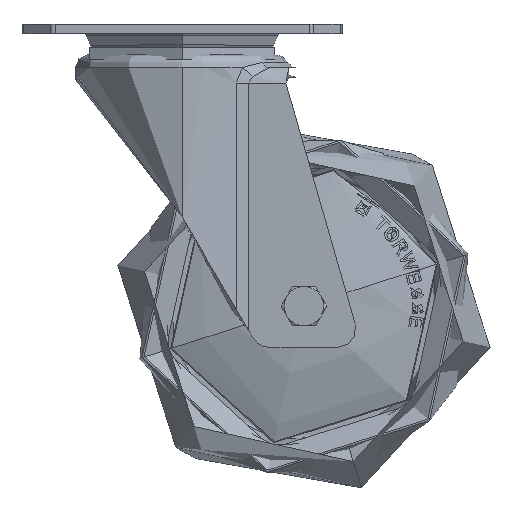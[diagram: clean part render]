
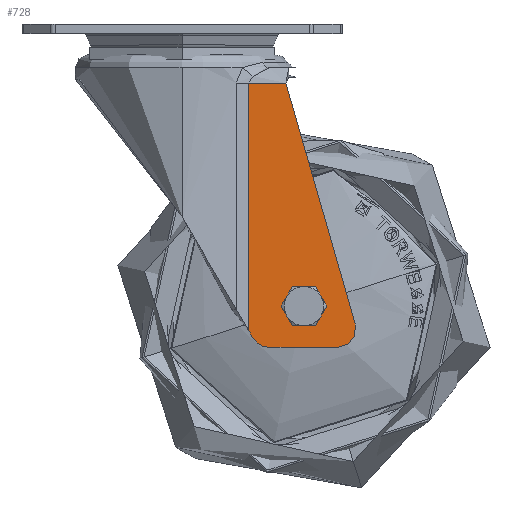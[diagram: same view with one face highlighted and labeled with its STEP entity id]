
A CAD part, top view. The second image highlights one B-rep face of the part: STEP entity #728.
In plain terms, the highlighted planar face has unit normal (0, 0, 1).
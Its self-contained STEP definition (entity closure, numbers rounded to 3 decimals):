
#21 = CARTESIAN_POINT ( 'NONE',  ( 28.5, -100.002, 29. ) ) ;
#215 = CARTESIAN_POINT ( 'NONE',  ( 22.85, -102.225, 29. ) ) ;
#529 = EDGE_LOOP ( 'NONE', ( #13701, #7546, #21574, #7498, #22767, #31261, #38443, #9155 ) ) ;
#569 = CARTESIAN_POINT ( 'NONE',  ( 51.032, -100.002, 29. ) ) ;
#728 = ADVANCED_FACE ( 'NONE', ( #29845, #22951 ), #36699, .T. ) ;
#1191 = CARTESIAN_POINT ( 'NONE',  ( 40., -92.5, 29. ) ) ;
#1448 = VECTOR ( 'NONE', #41438, 1000. ) ;
#1629 = DIRECTION ( 'NONE',  ( -1., 0., 0. ) ) ;
#2233 = AXIS2_PLACEMENT_3D ( 'NONE', #3038, #19872, #33622 ) ;
#2743 = CARTESIAN_POINT ( 'NONE',  ( 21.909, -19.3, 29. ) ) ;
#2898 = EDGE_CURVE ( 'NONE', #12245, #19483, #39402, .T. ) ;
#3038 = CARTESIAN_POINT ( 'NONE',  ( 0., -99.409, 29. ) ) ;
#3243 = CARTESIAN_POINT ( 'NONE',  ( 34.101, -19.3, 29. ) ) ;
#4931 = CIRCLE ( 'NONE', #25350, 6. ) ;
#5210 = CARTESIAN_POINT ( 'NONE',  ( 21.909, -46.405, 29. ) ) ;
#5467 = VERTEX_POINT ( 'NONE', #37992 ) ;
#6280 = EDGE_CURVE ( 'NONE', #26828, #5467, #8056, .T. ) ;
#7111 = DIRECTION ( 'NONE',  ( 0., 0., -1. ) ) ;
#7498 = ORIENTED_EDGE ( 'NONE', *, *, #41006, .F. ) ;
#7546 = ORIENTED_EDGE ( 'NONE', *, *, #38468, .F. ) ;
#8056 = LINE ( 'NONE', #28232, #21632 ) ;
#8351 = ORIENTED_EDGE ( 'NONE', *, *, #2898, .F. ) ;
#9155 = ORIENTED_EDGE ( 'NONE', *, *, #37333, .F. ) ;
#10758 = DIRECTION ( 'NONE',  ( 0.029, -1., 0. ) ) ;
#10768 = CARTESIAN_POINT ( 'NONE',  ( 30.037, -19.3, 29. ) ) ;
#10854 = CARTESIAN_POINT ( 'NONE',  ( 21.909, -100.616, 29. ) ) ;
#10927 = CARTESIAN_POINT ( 'NONE',  ( 34.101, -19.3, 29. ) ) ;
#10994 = DIRECTION ( 'NONE',  ( 0., 0., -1. ) ) ;
#12245 = VERTEX_POINT ( 'NONE', #38896 ) ;
#12582 = AXIS2_PLACEMENT_3D ( 'NONE', #1191, #14519, #1629 ) ;
#12672 = VERTEX_POINT ( 'NONE', #40947 ) ;
#13701 = ORIENTED_EDGE ( 'NONE', *, *, #37820, .F. ) ;
#13847 = VERTEX_POINT ( 'NONE', #24982 ) ;
#13991 = CARTESIAN_POINT ( 'NONE',  ( 22.379, -101.421, 29. ) ) ;
#14519 = DIRECTION ( 'NONE',  ( 0., 0., 1. ) ) ;
#14558 = ORIENTED_EDGE ( 'NONE', *, *, #26944, .F. ) ;
#14613 = EDGE_LOOP ( 'NONE', ( #8351, #14558 ) ) ;
#16334 = EDGE_CURVE ( 'NONE', #40273, #12672, #4931, .T. ) ;
#16483 = VERTEX_POINT ( 'NONE', #2743 ) ;
#17219 = EDGE_CURVE ( 'NONE', #32768, #40273, #24613, .T. ) ;
#19385 = CARTESIAN_POINT ( 'NONE',  ( 44.1, -92.5, 29. ) ) ;
#19483 = VERTEX_POINT ( 'NONE', #19385 ) ;
#19489 = AXIS2_PLACEMENT_3D ( 'NONE', #569, #31145, #10758 ) ;
#19671 = CARTESIAN_POINT ( 'NONE',  ( 40., -92.5, 29. ) ) ;
#19872 = DIRECTION ( 'NONE',  ( 0., 0., 1. ) ) ;
#20191 = CIRCLE ( 'NONE', #19489, 6. ) ;
#20813 = B_SPLINE_CURVE_WITH_KNOTS ( 'NONE', 3,
 ( #22463, #22897, #5210, #39535 ),
 .UNSPECIFIED., .F., .F.,
 ( 4, 4 ),
 ( 0., 1. ),
 .UNSPECIFIED. ) ;
#21030 = CARTESIAN_POINT ( 'NONE',  ( 28.5, -106.002, 29. ) ) ;
#21556 = DIRECTION ( 'NONE',  ( 1., 0., 0. ) ) ;
#21574 = ORIENTED_EDGE ( 'NONE', *, *, #6280, .T. ) ;
#21632 = VECTOR ( 'NONE', #21556, 1000. ) ;
#22463 = CARTESIAN_POINT ( 'NONE',  ( 21.909, -100.616, 29. ) ) ;
#22767 = ORIENTED_EDGE ( 'NONE', *, *, #16334, .F. ) ;
#22897 = CARTESIAN_POINT ( 'NONE',  ( 21.909, -73.511, 29. ) ) ;
#22951 = FACE_OUTER_BOUND ( 'NONE', #529, .T. ) ;
#24156 = AXIS2_PLACEMENT_3D ( 'NONE', #21, #7111, #37032 ) ;
#24613 = LINE ( 'NONE', #10927, #1448 ) ;
#24982 = CARTESIAN_POINT ( 'NONE',  ( 21.909, -100.616, 29. ) ) ;
#25350 = AXIS2_PLACEMENT_3D ( 'NONE', #38661, #10994, #35322 ) ;
#26828 = VERTEX_POINT ( 'NONE', #21030 ) ;
#26866 = B_SPLINE_CURVE_WITH_KNOTS ( 'NONE', 3,
 ( #37563, #10768, #34478, #38215 ),
 .UNSPECIFIED., .F., .F.,
 ( 4, 4 ),
 ( 0., 1. ),
 .UNSPECIFIED. ) ;
#26944 = EDGE_CURVE ( 'NONE', #19483, #12245, #30173, .T. ) ;
#27249 = CARTESIAN_POINT ( 'NONE',  ( 23.32, -103.03, 29. ) ) ;
#28232 = CARTESIAN_POINT ( 'NONE',  ( 28.5, -106.002, 29. ) ) ;
#29165 = CIRCLE ( 'NONE', #24156, 6. ) ;
#29845 = FACE_BOUND ( 'NONE', #14613, .T. ) ;
#30173 = CIRCLE ( 'NONE', #35810, 4.1 ) ;
#30305 = B_SPLINE_CURVE_WITH_KNOTS ( 'NONE', 3,
 ( #27249, #215, #13991, #10854 ),
 .UNSPECIFIED., .F., .F.,
 ( 4, 4 ),
 ( 0., 1. ),
 .UNSPECIFIED. ) ;
#30426 = CARTESIAN_POINT ( 'NONE',  ( 23.32, -103.03, 29. ) ) ;
#31145 = DIRECTION ( 'NONE',  ( 0., 0., -1. ) ) ;
#31261 = ORIENTED_EDGE ( 'NONE', *, *, #17219, .F. ) ;
#32768 = VERTEX_POINT ( 'NONE', #3243 ) ;
#32974 = EDGE_CURVE ( 'NONE', #32768, #16483, #26866, .T. ) ;
#33622 = DIRECTION ( 'NONE',  ( 1., 0., 0. ) ) ;
#34478 = CARTESIAN_POINT ( 'NONE',  ( 25.973, -19.3, 29. ) ) ;
#35322 = DIRECTION ( 'NONE',  ( 0.029, -1., 0. ) ) ;
#35810 = AXIS2_PLACEMENT_3D ( 'NONE', #19671, #43345, #36720 ) ;
#36699 = PLANE ( 'NONE',  #2233 ) ;
#36720 = DIRECTION ( 'NONE',  ( 1., 0., 0. ) ) ;
#37032 = DIRECTION ( 'NONE',  ( 0., -1., 0. ) ) ;
#37333 = EDGE_CURVE ( 'NONE', #13847, #16483, #20813, .T. ) ;
#37563 = CARTESIAN_POINT ( 'NONE',  ( 34.101, -19.3, 29. ) ) ;
#37820 = EDGE_CURVE ( 'NONE', #38208, #13847, #30305, .T. ) ;
#37992 = CARTESIAN_POINT ( 'NONE',  ( 51.032, -106.002, 29. ) ) ;
#38208 = VERTEX_POINT ( 'NONE', #30426 ) ;
#38215 = CARTESIAN_POINT ( 'NONE',  ( 21.909, -19.3, 29. ) ) ;
#38443 = ORIENTED_EDGE ( 'NONE', *, *, #32974, .T. ) ;
#38468 = EDGE_CURVE ( 'NONE', #26828, #38208, #29165, .T. ) ;
#38661 = CARTESIAN_POINT ( 'NONE',  ( 51.032, -100.002, 29. ) ) ;
#38896 = CARTESIAN_POINT ( 'NONE',  ( 35.9, -92.5, 29. ) ) ;
#39315 = CARTESIAN_POINT ( 'NONE',  ( 56.799, -98.346, 29. ) ) ;
#39402 = CIRCLE ( 'NONE', #12582, 4.1 ) ;
#39535 = CARTESIAN_POINT ( 'NONE',  ( 21.909, -19.3, 29. ) ) ;
#40273 = VERTEX_POINT ( 'NONE', #39315 ) ;
#40947 = CARTESIAN_POINT ( 'NONE',  ( 51.205, -105.999, 29. ) ) ;
#41006 = EDGE_CURVE ( 'NONE', #12672, #5467, #20191, .T. ) ;
#41438 = DIRECTION ( 'NONE',  ( 0.276, -0.961, 0. ) ) ;
#43345 = DIRECTION ( 'NONE',  ( 0., 0., 1. ) ) ;
